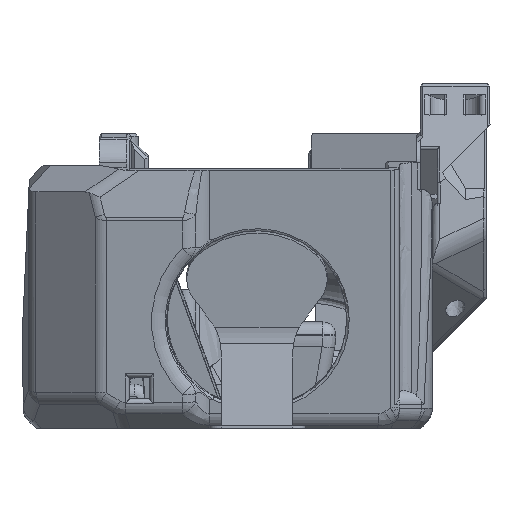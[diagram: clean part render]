
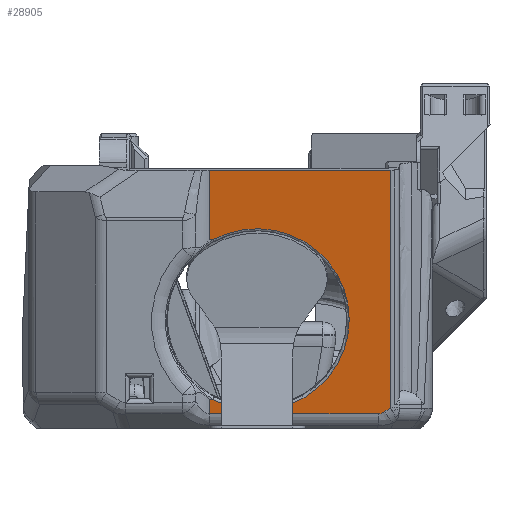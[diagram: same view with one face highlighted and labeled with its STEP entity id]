
A CAD part, left-side view. The second image highlights one B-rep face of the part: STEP entity #28905.
In plain terms, the highlighted planar face has unit normal (-0.985, 0, -0.174).
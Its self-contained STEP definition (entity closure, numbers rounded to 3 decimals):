
#222=CIRCLE('',#30473,14.4);
#1807=B_SPLINE_CURVE_WITH_KNOTS('',3,(#44861,#44862,#44863,#44864),
 .UNSPECIFIED.,.F.,.F.,(4,4),(0.,0.382),.UNSPECIFIED.);
#1816=B_SPLINE_CURVE_WITH_KNOTS('',3,(#45124,#45125,#45126,#45127),
 .UNSPECIFIED.,.F.,.F.,(4,4),(0.618,1.),.UNSPECIFIED.);
#2503=ELLIPSE('',#30971,3.203,2.);
#4941=ORIENTED_EDGE('',*,*,#12970,.F.);
#4942=ORIENTED_EDGE('',*,*,#12194,.T.);
#4943=ORIENTED_EDGE('',*,*,#13087,.T.);
#4944=ORIENTED_EDGE('',*,*,#13088,.F.);
#4945=ORIENTED_EDGE('',*,*,#13089,.T.);
#4946=ORIENTED_EDGE('',*,*,#13090,.T.);
#4947=ORIENTED_EDGE('',*,*,#13091,.F.);
#4948=ORIENTED_EDGE('',*,*,#13092,.T.);
#4949=ORIENTED_EDGE('',*,*,#12771,.F.);
#4950=ORIENTED_EDGE('',*,*,#12781,.F.);
#12194=EDGE_CURVE('',#16559,#16558,#222,.T.);
#12771=EDGE_CURVE('',#16945,#16946,#19628,.T.);
#12781=EDGE_CURVE('',#16952,#16945,#19632,.T.);
#12970=EDGE_CURVE('',#16559,#16952,#1807,.F.);
#13087=EDGE_CURVE('',#16558,#17192,#1816,.T.);
#13088=EDGE_CURVE('',#17193,#17192,#19825,.T.);
#13089=EDGE_CURVE('',#17193,#17194,#19826,.T.);
#13090=EDGE_CURVE('',#17194,#17195,#2503,.T.);
#13091=EDGE_CURVE('',#17196,#17195,#19827,.T.);
#13092=EDGE_CURVE('',#17196,#16946,#19828,.T.);
#16558=VERTEX_POINT('',#41890);
#16559=VERTEX_POINT('',#41892);
#16945=VERTEX_POINT('',#44340);
#16946=VERTEX_POINT('',#44342);
#16952=VERTEX_POINT('',#44372);
#17192=VERTEX_POINT('',#45128);
#17193=VERTEX_POINT('',#45130);
#17194=VERTEX_POINT('',#45132);
#17195=VERTEX_POINT('',#45134);
#17196=VERTEX_POINT('',#45136);
#19628=LINE('',#44341,#22099);
#19632=LINE('',#44373,#22103);
#19825=LINE('',#45129,#22296);
#19826=LINE('',#45131,#22297);
#19827=LINE('',#45135,#22298);
#19828=LINE('',#45137,#22299);
#22099=VECTOR('',#34536,1000.);
#22103=VECTOR('',#34552,1000.);
#22296=VECTOR('',#35031,1000.);
#22297=VECTOR('',#35032,1000.);
#22298=VECTOR('',#35035,1000.);
#22299=VECTOR('',#35036,1000.);
#24450=EDGE_LOOP('',(#4941,#4942,#4943,#4944,#4945,#4946,#4947,#4948,#4949,
#4950));
#26271=FACE_BOUND('',#24450,.T.);
#27864=PLANE('',#30970);
#28905=ADVANCED_FACE('',(#26271),#27864,.F.);
#30473=AXIS2_PLACEMENT_3D('',#41891,#33596,#33597);
#30970=AXIS2_PLACEMENT_3D('',#45123,#35029,#35030);
#30971=AXIS2_PLACEMENT_3D('',#45133,#35033,#35034);
#33596=DIRECTION('',(0.985,0.,0.174));
#33597=DIRECTION('',(0.174,0.,-0.985));
#34536=DIRECTION('',(0.,-1.,0.));
#34552=DIRECTION('',(-0.174,0.,0.985));
#35029=DIRECTION('',(0.985,0.,0.174));
#35030=DIRECTION('',(-0.174,0.,0.985));
#35031=DIRECTION('',(-0.174,0.,0.985));
#35032=DIRECTION('',(0.,-1.,0.));
#35033=DIRECTION('',(-0.985,0.,-0.174));
#35034=DIRECTION('',(-0.165,-0.304,0.938));
#35035=DIRECTION('',(0.097,0.829,-0.551));
#35036=DIRECTION('',(-0.174,0.,0.985));
#41890=CARTESIAN_POINT('',(-28.264,11.767,4.533));
#41891=CARTESIAN_POINT('',(-30.458,4.853,16.973));
#41892=CARTESIAN_POINT('',(-32.651,11.767,29.413));
#44340=CARTESIAN_POINT('',(-34.572,12.27,40.304));
#44341=CARTESIAN_POINT('',(-34.572,24.853,40.304));
#44342=CARTESIAN_POINT('',(-34.572,-16.002,40.304));
#44372=CARTESIAN_POINT('',(-32.66,12.27,29.463));
#44373=CARTESIAN_POINT('',(-31.185,12.27,21.099));
#44861=CARTESIAN_POINT('',(-32.66,12.27,29.463));
#44862=CARTESIAN_POINT('',(-32.657,12.102,29.442));
#44863=CARTESIAN_POINT('',(-32.654,11.935,29.425));
#44864=CARTESIAN_POINT('',(-32.651,11.767,29.413));
#45123=CARTESIAN_POINT('',(-31.185,24.853,21.099));
#45124=CARTESIAN_POINT('',(-28.264,11.767,4.533));
#45125=CARTESIAN_POINT('',(-28.262,11.935,4.52));
#45126=CARTESIAN_POINT('',(-28.259,12.102,4.503));
#45127=CARTESIAN_POINT('',(-28.255,12.27,4.482));
#45128=CARTESIAN_POINT('',(-28.255,12.27,4.482));
#45129=CARTESIAN_POINT('',(-31.185,12.27,21.099));
#45130=CARTESIAN_POINT('',(-27.864,12.27,2.262));
#45131=CARTESIAN_POINT('',(-27.864,-14.655,2.262));
#45132=CARTESIAN_POINT('',(-27.864,-14.07,2.262));
#45133=CARTESIAN_POINT('',(-28.404,-14.652,5.326));
#45134=CARTESIAN_POINT('',(-27.923,-15.07,2.597));
#45135=CARTESIAN_POINT('',(-27.821,-14.199,2.018));
#45136=CARTESIAN_POINT('',(-28.032,-16.002,3.216));
#45137=CARTESIAN_POINT('',(-7.663,-16.002,-112.301));
